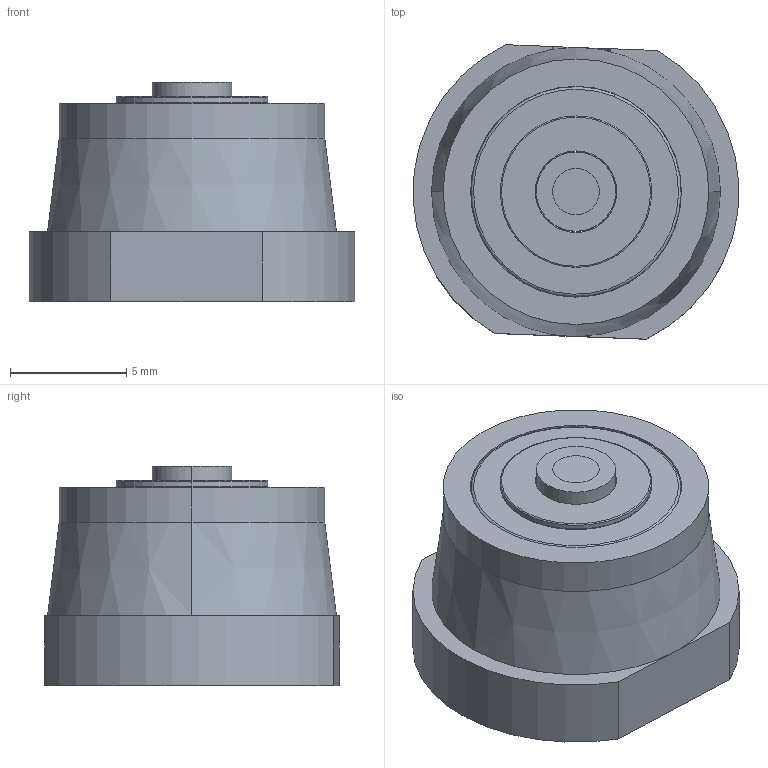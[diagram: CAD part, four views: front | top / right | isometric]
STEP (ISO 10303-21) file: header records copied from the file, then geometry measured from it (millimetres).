
FILE_DESCRIPTION (( 'STEP AP214' ), '1' );
FILE_NAME ('蚾饜极_棠柲芛-20220705.STEP', '2022-07-05T07:22:10', ( '' ), ( '' ), 'SwSTEP 2.0', 'SolidWorks 2016', '' );
FILE_SCHEMA (( 'AUTOMOTIVE_DESIGN' ));
Length unit declared in the file: millimetre
Products named in the file (7): 肣渀_譫釱; 肣杶_譫釱-傲踢-6.5mm; 棠沺_譫釱; pcb_譫釱; 蝶璃_譫釱_綴裔; 蝶璃_譫釱_翋极; 蚾饜极_棠柲芛-20220705
Assembly tree (6 placements, depth 2):
  蚾饜极_棠柲芛-20220705
    蝶璃_譫釱_翋极
    蝶璃_譫釱_綴裔
    pcb_譫釱
    棠沺_譫釱
    肣杶_譫釱-傲踢-6.5mm
    肣渀_譫釱
Bounding box: 13.99 x 12.64 x 9.4 mm (x, y, z)
Volume: 747.4 mm3; surface area: 1586.8 mm2
Topology: 6 solids, 6 shells, 187 faces, 443 edges, 287 vertices
Faces by surface type: plane 107, cylinder 59, torus 19, cone 2
Entity records: 7694 total; most frequent: CARTESIAN_POINT 1164, DIRECTION 975, ORIENTED_EDGE 886, EDGE_CURVE 443, AXIS2_PLACEMENT_3D 350, VERTEX_POINT 287, LINE 275, VECTOR 275
